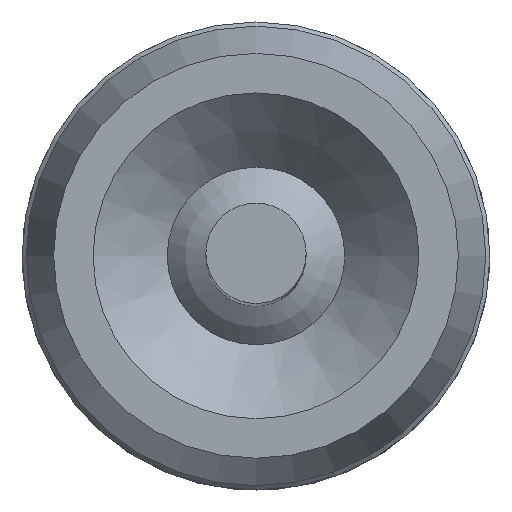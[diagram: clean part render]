
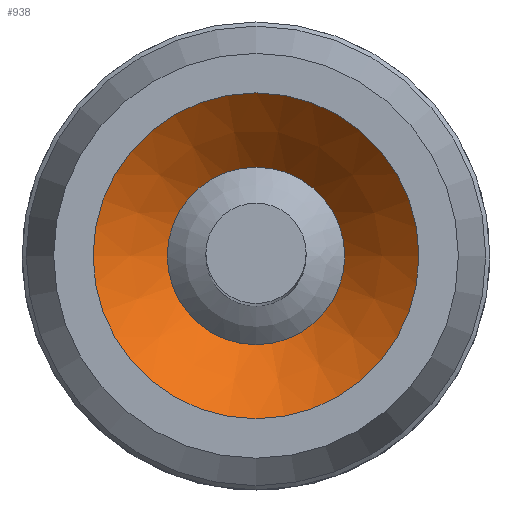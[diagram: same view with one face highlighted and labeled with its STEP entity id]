
A CAD part, top view. The second image highlights one B-rep face of the part: STEP entity #938.
In plain terms, the highlighted conical face has half-angle 45 degrees and reference radius 7.53 mm.
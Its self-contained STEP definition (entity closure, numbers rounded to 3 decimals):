
#28=FACE_BOUND('',#294,.T.);
#234=FACE_OUTER_BOUND('',#293,.T.);
#293=EDGE_LOOP('',(#699));
#294=EDGE_LOOP('',(#700));
#389=CIRCLE('',#1017,5.311);
#390=CIRCLE('',#1019,9.75);
#466=VERTEX_POINT('',#1477);
#467=VERTEX_POINT('',#1480);
#563=EDGE_CURVE('',#466,#466,#389,.T.);
#564=EDGE_CURVE('',#467,#467,#390,.T.);
#699=ORIENTED_EDGE('',*,*,#564,.F.);
#700=ORIENTED_EDGE('',*,*,#563,.T.);
#910=CONICAL_SURFACE('',#1018,7.53,45.);
#938=ADVANCED_FACE('',(#234,#28),#910,.F.);
#1017=AXIS2_PLACEMENT_3D('',#1478,#1172,#1173);
#1018=AXIS2_PLACEMENT_3D('',#1479,#1174,#1175);
#1019=AXIS2_PLACEMENT_3D('',#1481,#1176,#1177);
#1172=DIRECTION('center_axis',(0.,0.,-1.));
#1173=DIRECTION('ref_axis',(1.,0.,0.));
#1174=DIRECTION('center_axis',(0.,0.,1.));
#1175=DIRECTION('ref_axis',(1.,0.,0.));
#1176=DIRECTION('center_axis',(0.,0.,-1.));
#1177=DIRECTION('ref_axis',(1.,0.,0.));
#1477=CARTESIAN_POINT('',(5.311,0.,42.561));
#1478=CARTESIAN_POINT('Origin',(0.,0.,42.561));
#1479=CARTESIAN_POINT('Origin',(0.,0.,44.78));
#1480=CARTESIAN_POINT('',(9.75,0.,47.));
#1481=CARTESIAN_POINT('Origin',(0.,0.,47.));
